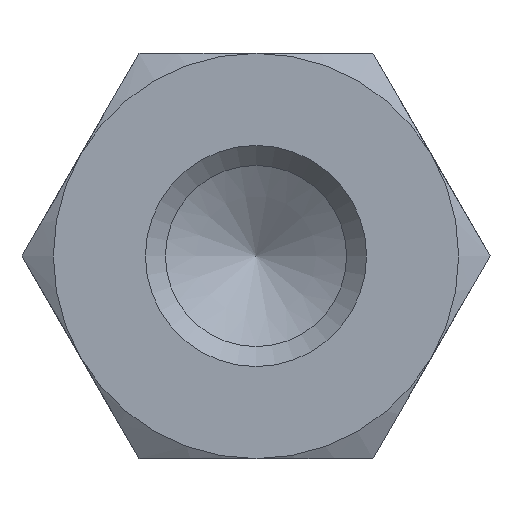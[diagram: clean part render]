
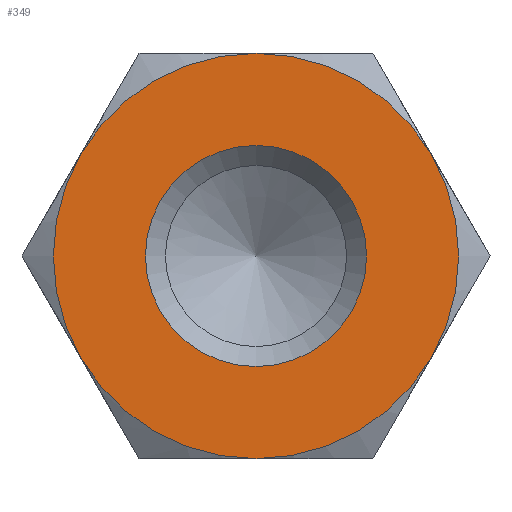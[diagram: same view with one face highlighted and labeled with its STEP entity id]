
A CAD part, left-side view. The second image highlights one B-rep face of the part: STEP entity #349.
In plain terms, the highlighted planar face has unit normal (-1, 0, 0).
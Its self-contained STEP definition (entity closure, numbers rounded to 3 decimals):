
#36=PLANE('',#393);
#44=CIRCLE('',#384,2.75);
#45=CIRCLE('',#386,2.75);
#46=CIRCLE('',#388,2.75);
#47=CIRCLE('',#390,2.75);
#48=CIRCLE('',#392,2.75);
#49=CIRCLE('',#394,2.75);
#50=CIRCLE('',#395,1.5);
#77=ORIENTED_EDGE('',*,*,#165,.F.);
#78=ORIENTED_EDGE('',*,*,#167,.F.);
#79=ORIENTED_EDGE('',*,*,#170,.F.);
#80=ORIENTED_EDGE('',*,*,#173,.F.);
#81=ORIENTED_EDGE('',*,*,#160,.F.);
#82=ORIENTED_EDGE('',*,*,#161,.F.);
#83=ORIENTED_EDGE('',*,*,#174,.T.);
#160=EDGE_CURVE('',#208,#206,#44,.T.);
#161=EDGE_CURVE('',#209,#208,#45,.T.);
#165=EDGE_CURVE('',#212,#209,#46,.T.);
#167=EDGE_CURVE('',#213,#212,#47,.T.);
#170=EDGE_CURVE('',#215,#213,#48,.T.);
#173=EDGE_CURVE('',#206,#215,#49,.T.);
#174=EDGE_CURVE('',#217,#217,#50,.T.);
#206=VERTEX_POINT('',#529);
#208=VERTEX_POINT('',#535);
#209=VERTEX_POINT('',#539);
#212=VERTEX_POINT('',#555);
#213=VERTEX_POINT('',#563);
#215=VERTEX_POINT('',#575);
#217=VERTEX_POINT('',#588);
#267=EDGE_LOOP('',(#77,#78,#79,#80,#81,#82));
#268=EDGE_LOOP('',(#83));
#299=FACE_BOUND('',#267,.T.);
#300=FACE_BOUND('',#268,.T.);
#349=ADVANCED_FACE('',(#299,#300),#36,.F.);
#384=AXIS2_PLACEMENT_3D('',#536,#431,#432);
#386=AXIS2_PLACEMENT_3D('',#538,#435,#436);
#388=AXIS2_PLACEMENT_3D('',#556,#439,#440);
#390=AXIS2_PLACEMENT_3D('',#562,#443,#444);
#392=AXIS2_PLACEMENT_3D('',#574,#447,#448);
#393=AXIS2_PLACEMENT_3D('',#585,#449,#450);
#394=AXIS2_PLACEMENT_3D('',#586,#451,#452);
#395=AXIS2_PLACEMENT_3D('',#587,#453,#454);
#431=DIRECTION('',(1.,0.,0.));
#432=DIRECTION('',(0.,0.,-1.));
#435=DIRECTION('',(1.,0.,0.));
#436=DIRECTION('',(0.,0.,-1.));
#439=DIRECTION('',(1.,0.,0.));
#440=DIRECTION('',(0.,0.,-1.));
#443=DIRECTION('',(1.,0.,0.));
#444=DIRECTION('',(0.,0.,-1.));
#447=DIRECTION('',(1.,0.,0.));
#448=DIRECTION('',(0.,0.,-1.));
#449=DIRECTION('',(1.,0.,0.));
#450=DIRECTION('',(0.,0.,-1.));
#451=DIRECTION('',(1.,0.,0.));
#452=DIRECTION('',(0.,0.,-1.));
#453=DIRECTION('',(1.,0.,0.));
#454=DIRECTION('',(0.,1.,0.));
#529=CARTESIAN_POINT('',(0.,-2.382,1.375));
#535=CARTESIAN_POINT('',(0.,0.,2.75));
#536=CARTESIAN_POINT('',(0.,0.,0.));
#538=CARTESIAN_POINT('',(0.,0.,0.));
#539=CARTESIAN_POINT('',(0.,2.382,1.375));
#555=CARTESIAN_POINT('',(0.,2.382,-1.375));
#556=CARTESIAN_POINT('',(0.,0.,0.));
#562=CARTESIAN_POINT('',(0.,0.,0.));
#563=CARTESIAN_POINT('',(0.,0.,-2.75));
#574=CARTESIAN_POINT('',(0.,0.,0.));
#575=CARTESIAN_POINT('',(0.,-2.382,-1.375));
#585=CARTESIAN_POINT('',(0.,0.,0.));
#586=CARTESIAN_POINT('',(0.,0.,0.));
#587=CARTESIAN_POINT('',(0.,0.,0.));
#588=CARTESIAN_POINT('',(0.,1.5,0.));
